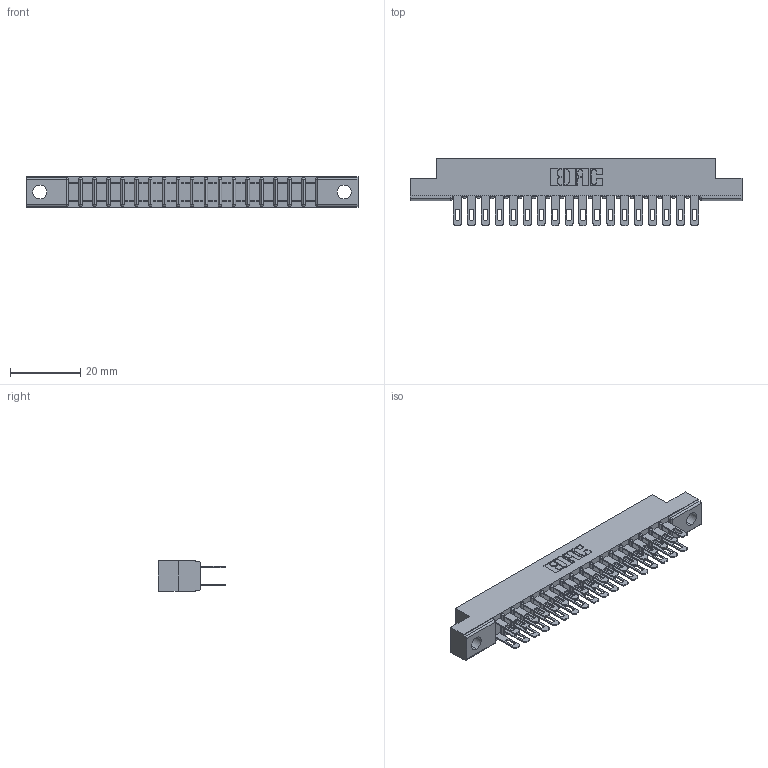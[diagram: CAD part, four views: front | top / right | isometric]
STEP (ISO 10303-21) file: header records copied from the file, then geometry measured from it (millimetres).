
FILE_DESCRIPTION (( 'STEP AP203' ), '1' );
FILE_NAME ('357-036-500-204.STEP', '2018-08-10T06:07:06', ( '' ), ( '' ), 'SwSTEP 2.0', 'SolidWorks 2016', '' );
FILE_SCHEMA (( 'CONFIG_CONTROL_DESIGN' ));
Length unit declared in the file: inch
Products named in the file (3): 307 Part_.156 Dia Mounting Holes; 307-290-001_500; 357-036-500-204
Assembly tree (37 placements, depth 2):
  357-036-500-204
    307 Part_.156 Dia Mounting Holes
    307-290-001_500  x36
Bounding box: 94.34 x 19.18 x 8.71 mm (x, y, z)
Volume: 6168.2 mm3; surface area: 11146.7 mm2
Topology: 37 solids, 37 shells, 1807 faces, 5039 edges, 3258 vertices
Faces by surface type: plane 1164, cylinder 605, sphere 38
Entity records: 19358 total; most frequent: CARTESIAN_POINT 3176, ORIENTED_EDGE 3142, DIRECTION 3115, EDGE_CURVE 1571, VECTOR 1201, LINE 1201, VERTEX_POINT 1018, AXIS2_PLACEMENT_3D 957
